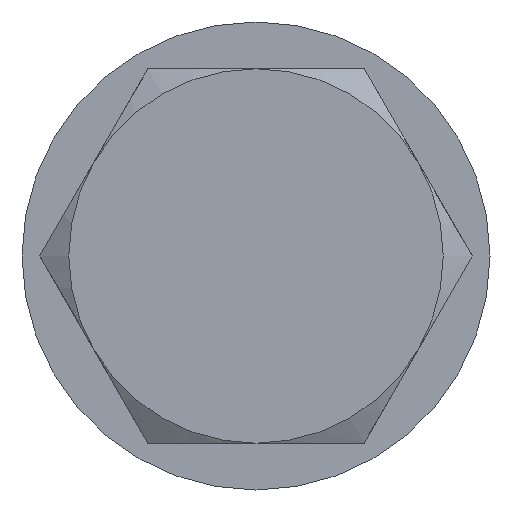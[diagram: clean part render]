
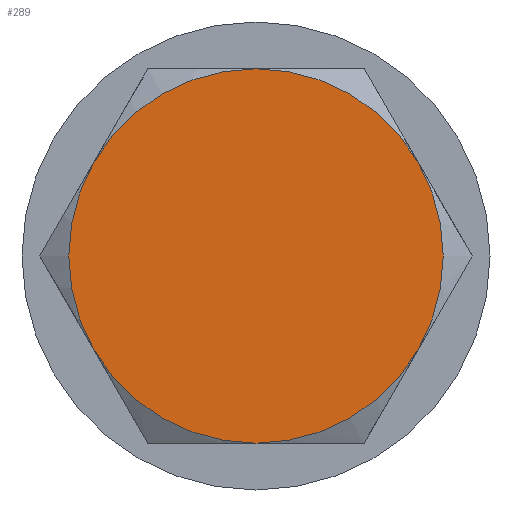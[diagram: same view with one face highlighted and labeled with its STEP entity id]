
A CAD part, left-side view. The second image highlights one B-rep face of the part: STEP entity #289.
In plain terms, the highlighted face is planar.
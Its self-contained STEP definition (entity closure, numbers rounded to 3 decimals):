
#15 = CIRCLE ( 'NONE', #1046, 8. ) ;
#77 = VERTEX_POINT ( 'NONE', #1197 ) ;
#137 = CARTESIAN_POINT ( 'NONE',  ( 0., 0., -6.4 ) ) ;
#183 = ORIENTED_EDGE ( 'NONE', *, *, #648, .F. ) ;
#213 = VERTEX_POINT ( 'NONE', #968 ) ;
#251 = EDGE_CURVE ( 'NONE', #213, #829, #15, .T. ) ;
#270 = DIRECTION ( 'NONE',  ( 1., 0., 0. ) ) ;
#289 = ADVANCED_FACE ( 'NONE', ( #983 ), #1262, .F. ) ;
#314 = CARTESIAN_POINT ( 'NONE',  ( 0., 0., -6.4 ) ) ;
#330 = AXIS2_PLACEMENT_3D ( 'NONE', #1447, #637, #1575 ) ;
#421 = CARTESIAN_POINT ( 'NONE',  ( 0., 0., -6.4 ) ) ;
#456 = ORIENTED_EDGE ( 'NONE', *, *, #251, .F. ) ;
#460 = EDGE_LOOP ( 'NONE', ( #642, #1639, #183, #456, #949, #1361 ) ) ;
#494 = VERTEX_POINT ( 'NONE', #1533 ) ;
#543 = DIRECTION ( 'NONE',  ( 1., 0., 0. ) ) ;
#579 = CARTESIAN_POINT ( 'NONE',  ( 0., 0., -6.4 ) ) ;
#590 = DIRECTION ( 'NONE',  ( 1., 0., 0. ) ) ;
#615 = VERTEX_POINT ( 'NONE', #756 ) ;
#637 = DIRECTION ( 'NONE',  ( 0., 0., 1. ) ) ;
#642 = ORIENTED_EDGE ( 'NONE', *, *, #1188, .F. ) ;
#648 = EDGE_CURVE ( 'NONE', #829, #77, #806, .T. ) ;
#675 = DIRECTION ( 'NONE',  ( 0., 0., 1. ) ) ;
#719 = DIRECTION ( 'NONE',  ( 1., 0., 0. ) ) ;
#756 = CARTESIAN_POINT ( 'NONE',  ( 4., 6.928, -6.4 ) ) ;
#791 = CARTESIAN_POINT ( 'NONE',  ( -8., 0., -6.4 ) ) ;
#806 = CIRCLE ( 'NONE', #330, 8. ) ;
#829 = VERTEX_POINT ( 'NONE', #1170 ) ;
#884 = VERTEX_POINT ( 'NONE', #791 ) ;
#890 = CIRCLE ( 'NONE', #1283, 8. ) ;
#949 = ORIENTED_EDGE ( 'NONE', *, *, #1549, .F. ) ;
#968 = CARTESIAN_POINT ( 'NONE',  ( -4., -6.928, -6.4 ) ) ;
#983 = FACE_OUTER_BOUND ( 'NONE', #460, .T. ) ;
#985 = DIRECTION ( 'NONE',  ( 0., 0., 1. ) ) ;
#1035 = EDGE_CURVE ( 'NONE', #77, #615, #1295, .T. ) ;
#1046 = AXIS2_PLACEMENT_3D ( 'NONE', #314, #1254, #590 ) ;
#1059 = DIRECTION ( 'NONE',  ( 0., 0., 1. ) ) ;
#1089 = CIRCLE ( 'NONE', #1627, 8. ) ;
#1091 = EDGE_CURVE ( 'NONE', #494, #884, #1089, .T. ) ;
#1108 = CIRCLE ( 'NONE', #1137, 8. ) ;
#1118 = CARTESIAN_POINT ( 'NONE',  ( 0., 4., -6.4 ) ) ;
#1125 = DIRECTION ( 'NONE',  ( 1., 0., 0. ) ) ;
#1137 = AXIS2_PLACEMENT_3D ( 'NONE', #1487, #675, #1616 ) ;
#1170 = CARTESIAN_POINT ( 'NONE',  ( 4., -6.928, -6.4 ) ) ;
#1188 = EDGE_CURVE ( 'NONE', #615, #494, #1108, .T. ) ;
#1197 = CARTESIAN_POINT ( 'NONE',  ( 8., 0., -6.4 ) ) ;
#1254 = DIRECTION ( 'NONE',  ( 0., 0., 1. ) ) ;
#1262 = PLANE ( 'NONE',  #1511 ) ;
#1283 = AXIS2_PLACEMENT_3D ( 'NONE', #579, #1525, #719 ) ;
#1295 = CIRCLE ( 'NONE', #1360, 8. ) ;
#1350 = DIRECTION ( 'NONE',  ( 0., 0., 1. ) ) ;
#1360 = AXIS2_PLACEMENT_3D ( 'NONE', #137, #1059, #270 ) ;
#1361 = ORIENTED_EDGE ( 'NONE', *, *, #1091, .F. ) ;
#1447 = CARTESIAN_POINT ( 'NONE',  ( 0., 0., -6.4 ) ) ;
#1487 = CARTESIAN_POINT ( 'NONE',  ( 0., 0., -6.4 ) ) ;
#1511 = AXIS2_PLACEMENT_3D ( 'NONE', #1118, #985, #1125 ) ;
#1525 = DIRECTION ( 'NONE',  ( 0., 0., 1. ) ) ;
#1533 = CARTESIAN_POINT ( 'NONE',  ( -4., 6.928, -6.4 ) ) ;
#1549 = EDGE_CURVE ( 'NONE', #884, #213, #890, .T. ) ;
#1575 = DIRECTION ( 'NONE',  ( 1., 0., 0. ) ) ;
#1616 = DIRECTION ( 'NONE',  ( 1., 0., 0. ) ) ;
#1627 = AXIS2_PLACEMENT_3D ( 'NONE', #421, #1350, #543 ) ;
#1639 = ORIENTED_EDGE ( 'NONE', *, *, #1035, .F. ) ;
